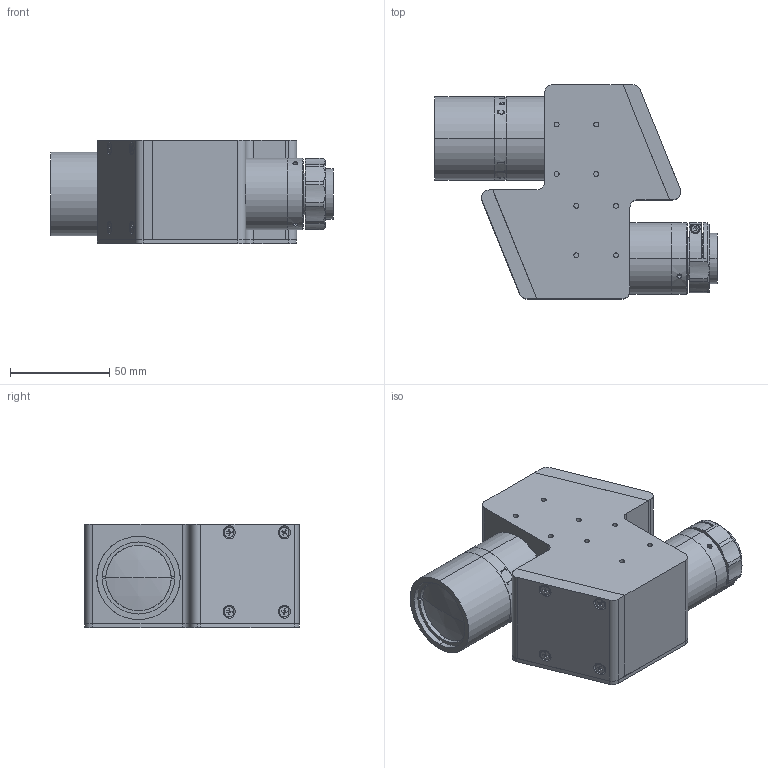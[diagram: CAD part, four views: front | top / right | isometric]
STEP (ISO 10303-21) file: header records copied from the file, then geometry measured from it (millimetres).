
FILE_DESCRIPTION (( 'STEP AP203' ), '1' );
FILE_NAME ('XF-MH1X218.STEP', '2019-11-18T06:26:37', ( 'lawlynn' ), ( '' ), 'SwSTEP 2.0', 'SolidWorks 2014', '' );
FILE_SCHEMA (( 'CONFIG_CONTROL_DESIGN' ));
Length unit declared in the file: millimetre
Products named in the file (1): XF-MH1X218
Bounding box: 142.38 x 108 x 52 mm (x, y, z)
Surface area: 62121.3 mm2 (no closed solid volume)
Topology: 0 solids, 42 shells, 440 faces, 1772 edges, 1375 vertices
Faces by surface type: plane 219, cylinder 174, cone 41, sphere 2, bspline 2, torus 2
Entity records: 24089 total; most frequent: CARTESIAN_POINT 9488, DIRECTION 2982, ORIENTED_EDGE 2679, EDGE_CURVE 1770, VERTEX_POINT 1375, AXIS2_PLACEMENT_3D 1035, LINE 912, VECTOR 912
